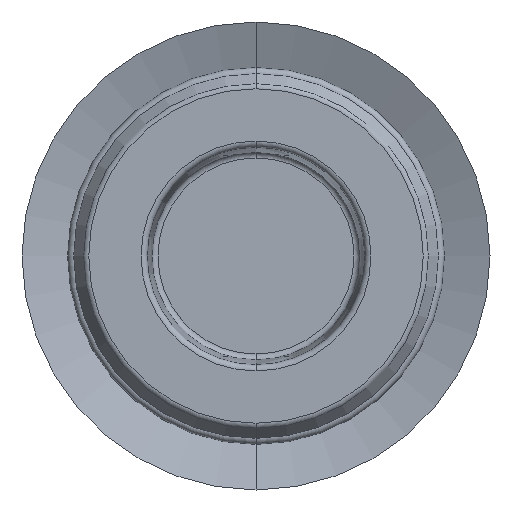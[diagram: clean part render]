
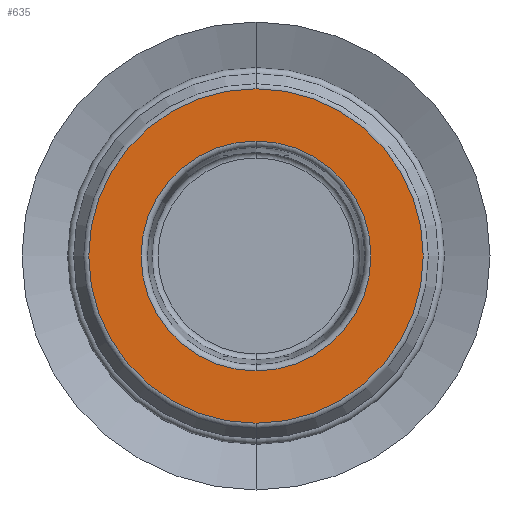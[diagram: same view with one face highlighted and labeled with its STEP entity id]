
A CAD part, front view. The second image highlights one B-rep face of the part: STEP entity #635.
In plain terms, the highlighted planar face has unit normal (0, -1, 0).
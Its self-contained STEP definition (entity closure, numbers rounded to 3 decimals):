
#4 = CARTESIAN_POINT ( 'NONE',  ( 0., -3.4, 13.759 ) ) ;
#181 = AXIS2_PLACEMENT_3D ( 'NONE', #837, #838, #839 ) ;
#183 = CIRCLE ( 'NONE', #181, 13.759 ) ;
#259 = CIRCLE ( 'NONE', #261, 9.458 ) ;
#261 = AXIS2_PLACEMENT_3D ( 'NONE', #879, #880, #881 ) ;
#289 = AXIS2_PLACEMENT_3D ( 'NONE', #928, #929, #930 ) ;
#317 = CIRCLE ( 'NONE', #330, 9.458 ) ;
#325 = CIRCLE ( 'NONE', #332, 13.759 ) ;
#330 = AXIS2_PLACEMENT_3D ( 'NONE', #680, #681, #682 ) ;
#332 = AXIS2_PLACEMENT_3D ( 'NONE', #683, #684, #685 ) ;
#412 = VERTEX_POINT ( 'NONE', #563 ) ;
#423 = VERTEX_POINT ( 'NONE', #4 ) ;
#492 = FACE_BOUND ( 'NONE', #1199, .T. ) ;
#493 = FACE_OUTER_BOUND ( 'NONE', #1200, .T. ) ;
#563 = CARTESIAN_POINT ( 'NONE',  ( 0., -3.4, -13.759 ) ) ;
#595 = EDGE_CURVE ( 'NONE', #423, #412, #183, .T. ) ;
#610 = EDGE_CURVE ( 'NONE', #1233, #1230, #259, .T. ) ;
#635 = ADVANCED_FACE ( 'NONE', ( #492, #493 ), #927, .T. ) ;
#680 = CARTESIAN_POINT ( 'NONE',  ( 0., -3.4, 0. ) ) ;
#681 = DIRECTION ( 'NONE',  ( 0., 1., 0. ) ) ;
#682 = DIRECTION ( 'NONE',  ( 0., 0., 1. ) ) ;
#683 = CARTESIAN_POINT ( 'NONE',  ( 0., -3.4, 0. ) ) ;
#684 = DIRECTION ( 'NONE',  ( 0., 1., 0. ) ) ;
#685 = DIRECTION ( 'NONE',  ( 0., 0., 1. ) ) ;
#789 = EDGE_CURVE ( 'NONE', #1230, #1233, #317, .T. ) ;
#790 = EDGE_CURVE ( 'NONE', #412, #423, #325, .T. ) ;
#837 = CARTESIAN_POINT ( 'NONE',  ( 0., -3.4, 0. ) ) ;
#838 = DIRECTION ( 'NONE',  ( 0., 1., 0. ) ) ;
#839 = DIRECTION ( 'NONE',  ( 0., 0., 1. ) ) ;
#879 = CARTESIAN_POINT ( 'NONE',  ( 0., -3.4, 0. ) ) ;
#880 = DIRECTION ( 'NONE',  ( 0., 1., 0. ) ) ;
#881 = DIRECTION ( 'NONE',  ( 0., 0., 1. ) ) ;
#927 = PLANE ( 'NONE',  #289 ) ;
#928 = CARTESIAN_POINT ( 'NONE',  ( 0., -3.4, 13.759 ) ) ;
#929 = DIRECTION ( 'NONE',  ( 0., -1., 0. ) ) ;
#930 = DIRECTION ( 'NONE',  ( 0., 0., -1. ) ) ;
#1004 = ORIENTED_EDGE ( 'NONE', *, *, #610, .T. ) ;
#1005 = ORIENTED_EDGE ( 'NONE', *, *, #789, .T. ) ;
#1006 = ORIENTED_EDGE ( 'NONE', *, *, #790, .F. ) ;
#1007 = ORIENTED_EDGE ( 'NONE', *, *, #595, .F. ) ;
#1056 = CARTESIAN_POINT ( 'NONE',  ( 0., -3.4, -9.458 ) ) ;
#1059 = CARTESIAN_POINT ( 'NONE',  ( 0., -3.4, 9.458 ) ) ;
#1199 = EDGE_LOOP ( 'NONE', ( #1004, #1005 ) ) ;
#1200 = EDGE_LOOP ( 'NONE', ( #1007, #1006 ) ) ;
#1230 = VERTEX_POINT ( 'NONE', #1056 ) ;
#1233 = VERTEX_POINT ( 'NONE', #1059 ) ;
